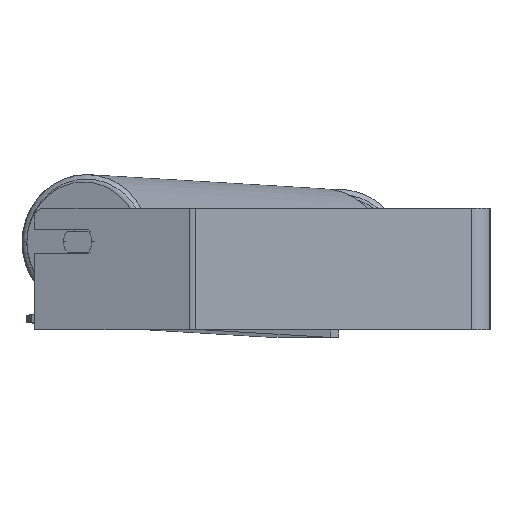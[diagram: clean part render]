
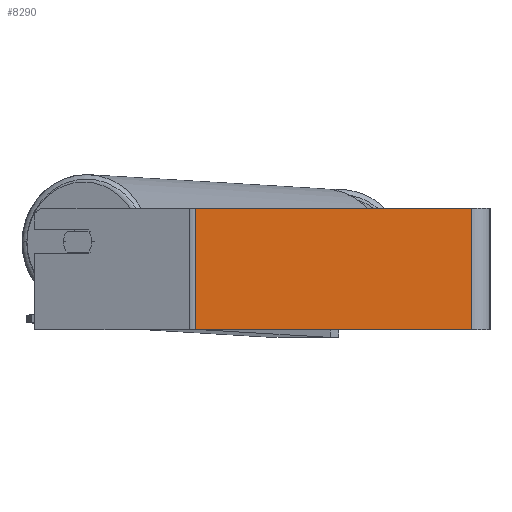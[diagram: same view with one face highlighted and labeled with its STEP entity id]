
A CAD part, left-side view. The second image highlights one B-rep face of the part: STEP entity #8290.
In plain terms, the highlighted planar face has unit normal (-1, 0, 0).
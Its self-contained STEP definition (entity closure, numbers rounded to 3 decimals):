
#305 = CARTESIAN_POINT ( 'NONE',  ( -745., 193.945, 40. ) ) ;
#380 = LINE ( 'NONE', #6907, #2210 ) ;
#561 = FACE_OUTER_BOUND ( 'NONE', #1951, .T. ) ;
#1452 = DIRECTION ( 'NONE',  ( 0., -1., 0. ) ) ;
#1748 = LINE ( 'NONE', #3823, #6848 ) ;
#1751 = VECTOR ( 'NONE', #4589, 1000. ) ;
#1951 = EDGE_LOOP ( 'NONE', ( #9033, #2498, #8156, #3278 ) ) ;
#2210 = VECTOR ( 'NONE', #3888, 1000. ) ;
#2498 = ORIENTED_EDGE ( 'NONE', *, *, #4026, .F. ) ;
#3097 = CARTESIAN_POINT ( 'NONE',  ( -745., 12., 40. ) ) ;
#3263 = VERTEX_POINT ( 'NONE', #305 ) ;
#3278 = ORIENTED_EDGE ( 'NONE', *, *, #7926, .T. ) ;
#3300 = CARTESIAN_POINT ( 'NONE',  ( -745., 12., -40. ) ) ;
#3530 = DIRECTION ( 'NONE',  ( 0., 0., -1. ) ) ;
#3823 = CARTESIAN_POINT ( 'NONE',  ( -745., 12., 40. ) ) ;
#3888 = DIRECTION ( 'NONE',  ( 0., 0., -1. ) ) ;
#4026 = EDGE_CURVE ( 'NONE', #8861, #4486, #1748, .T. ) ;
#4486 = VERTEX_POINT ( 'NONE', #3300 ) ;
#4589 = DIRECTION ( 'NONE',  ( 0., -1., 0. ) ) ;
#4636 = DIRECTION ( 'NONE',  ( 0., 0., -1. ) ) ;
#4993 = PLANE ( 'NONE',  #5082 ) ;
#5047 = CARTESIAN_POINT ( 'NONE',  ( -745., 196.061, -40. ) ) ;
#5082 = AXIS2_PLACEMENT_3D ( 'NONE', #7884, #7073, #3530 ) ;
#5502 = EDGE_CURVE ( 'NONE', #6095, #4486, #6548, .T. ) ;
#6038 = LINE ( 'NONE', #7516, #1751 ) ;
#6095 = VERTEX_POINT ( 'NONE', #7681 ) ;
#6548 = LINE ( 'NONE', #5047, #8421 ) ;
#6848 = VECTOR ( 'NONE', #4636, 1000. ) ;
#6850 = EDGE_CURVE ( 'NONE', #3263, #8861, #6038, .T. ) ;
#6907 = CARTESIAN_POINT ( 'NONE',  ( -745., 193.945, 40. ) ) ;
#7073 = DIRECTION ( 'NONE',  ( 1., 0., 0. ) ) ;
#7516 = CARTESIAN_POINT ( 'NONE',  ( -745., 196.061, 40. ) ) ;
#7681 = CARTESIAN_POINT ( 'NONE',  ( -745., 193.945, -40. ) ) ;
#7884 = CARTESIAN_POINT ( 'NONE',  ( -745., 196.061, 40. ) ) ;
#7926 = EDGE_CURVE ( 'NONE', #3263, #6095, #380, .T. ) ;
#8156 = ORIENTED_EDGE ( 'NONE', *, *, #6850, .F. ) ;
#8290 = ADVANCED_FACE ( 'NONE', ( #561 ), #4993, .F. ) ;
#8421 = VECTOR ( 'NONE', #1452, 1000. ) ;
#8861 = VERTEX_POINT ( 'NONE', #3097 ) ;
#9033 = ORIENTED_EDGE ( 'NONE', *, *, #5502, .T. ) ;
